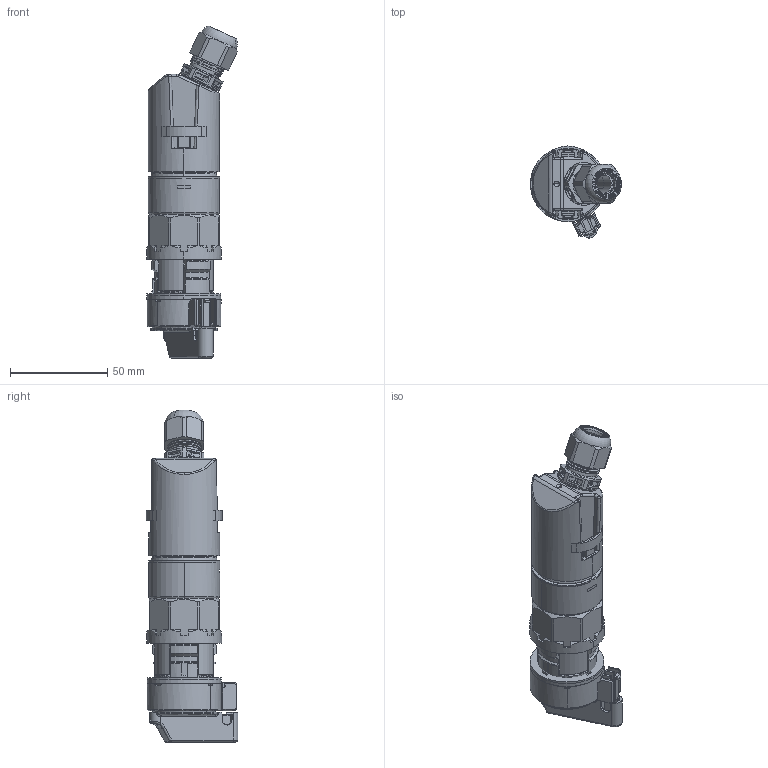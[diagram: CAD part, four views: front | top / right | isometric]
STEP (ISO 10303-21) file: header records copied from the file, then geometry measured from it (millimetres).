
FILE_DESCRIPTION (( 'STEP AP203' ), '1' );
FILE_NAME ('8003-1_1-727-_-__.STEP', '2015-09-03T13:36:17', ( '' ), ( '' ), 'SwSTEP 2.0', 'SolidWorks 2015', '' );
FILE_SCHEMA (( 'CONFIG_CONTROL_DESIGN' ));
Length unit declared in the file: millimetre
Products named in the file (29): 81_610_76_01_0_Stutzen_Erweitert; 81_610_76_01_0_Erweitert; 80_139_02_51_0; 80_139_01_14_0; 80_039_02_51_0; 86_029_11_95_0; 80_139_01_66_0_ohne Dichtung; 375_625_0; 86_029_07_95_0; 86_029_01_51_0; 86_029_01_92_0_3d export; 86_029_14_80_0; 375_626_0; 505_711_0; 86_029_13_16_0_3d export; 8003-1_1-727-_-__; 80_139_01_66_0; 86_028_03_17_7_VA; 80_139_01_66_0_Dichtung_angepasst; 86_020_86_02_0_3d export; 86_029_01_94_0; 86_020_07_03_0; 81_610_76_01_0_Hutmutter_Kennzeichnung; 86_029_23_55_0_Drucktaster; 81_610_76_01_0_Dichtung; 81_616_05_30_0_Anschlussgewindedichtung_M16; 506_872_0; 86_029_01_15_0_86 029 22 15 0
Assembly tree (30 placements, depth 4):
  8003-1_1-727-_-__
    80_039_02_51_0
      80_039_02_51_0
    80_139_01_66_0
      80_139_01_66_0_ohne Dichtung
      80_139_01_66_0_Dichtung_angepasst
    80_139_02_51_0
    86_020_07_03_0
      86_029_01_15_0_86 029 22 15 0
      86_029_14_80_0
      86_029_01_51_0
      86_029_11_95_0
      86_029_01_94_0
      505_711_0
      86_029_23_55_0_Drucktaster
      86_029_07_95_0
    81_610_76_01_0_Erweitert
      81_610_76_01_0_Stutzen_Erweitert
      81_610_76_01_0_Dichtung
      81_610_76_01_0_Hutmutter_Kennzeichnung
      81_616_05_30_0_Anschlussgewindedichtung_M16
    506_872_0
    80_139_01_14_0
    86_028_03_17_7_VA
      86_020_86_02_0_3d export
        375_625_0  x2
        86_029_13_16_0_3d export
        86_029_01_92_0_3d export
        375_626_0  x2
Bounding box: 46.73 x 47.07 x 170.48 mm (x, y, z)
Volume: 68472.9 mm3; surface area: 92314.8 mm2
Topology: 24 solids, 24 shells, 4482 faces, 12176 edges, 7873 vertices
Faces by surface type: plane 2176, cylinder 959, bspline 599, cone 377, torus 310, sphere 61
Entity records: 183581 total; most frequent: CARTESIAN_POINT 74544, ORIENTED_EDGE 23664, DIRECTION 19962, EDGE_CURVE 11832, VERTEX_POINT 7666, AXIS2_PLACEMENT_3D 6678, VECTOR 6606, LINE 6606
